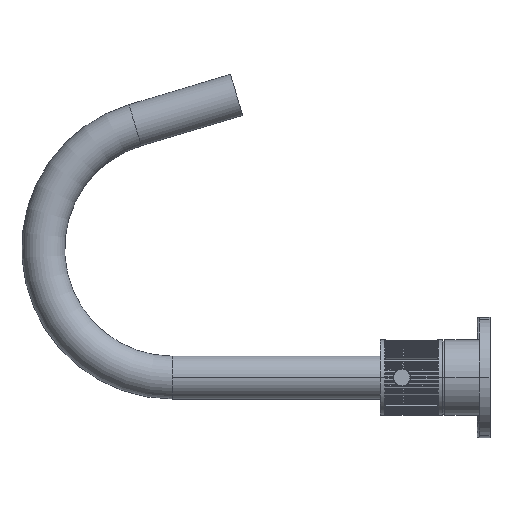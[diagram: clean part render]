
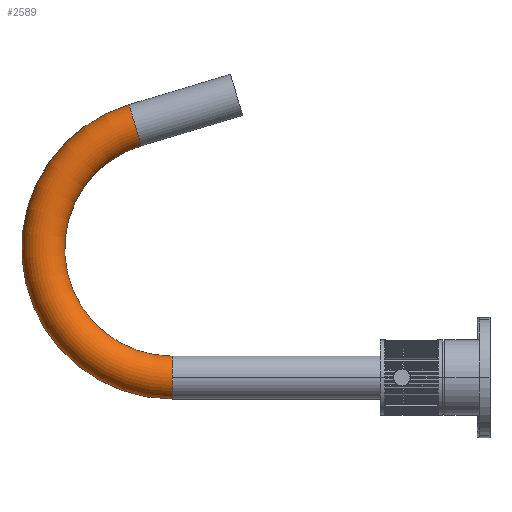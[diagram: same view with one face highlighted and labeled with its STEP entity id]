
A CAD part, left-side view. The second image highlights one B-rep face of the part: STEP entity #2589.
In plain terms, the highlighted toroidal (fillet/blend) face has major radius 60 mm and minor radius 10 mm.
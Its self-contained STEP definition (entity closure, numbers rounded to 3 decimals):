
#43 = ORIENTED_EDGE ( 'NONE', *, *, #37135, .F. ) ;
#1170 = CARTESIAN_POINT ( 'NONE',  ( -127.058, 162.082, 0. ) ) ;
#1288 = EDGE_CURVE ( 'NONE', #25888, #26618, #15408, .T. ) ;
#2105 = CARTESIAN_POINT ( 'NONE',  ( -60., 142., 0. ) ) ;
#2224 = ORIENTED_EDGE ( 'NONE', *, *, #25293, .F. ) ;
#2589 = ADVANCED_FACE ( 'NONE', ( #4409 ), #22842, .T. ) ;
#3408 = CIRCLE ( 'NONE', #4628, 10. ) ;
#4282 = DIRECTION ( 'NONE',  ( -0.958, 0.287, 0. ) ) ;
#4409 = FACE_OUTER_BOUND ( 'NONE', #34330, .T. ) ;
#4628 = AXIS2_PLACEMENT_3D ( 'NONE', #10065, #35925, #4282 ) ;
#4699 = ORIENTED_EDGE ( 'NONE', *, *, #14606, .F. ) ;
#5527 = CARTESIAN_POINT ( 'NONE',  ( 0., 142., 0. ) ) ;
#6106 = AXIS2_PLACEMENT_3D ( 'NONE', #16004, #27745, #36247 ) ;
#7654 = CARTESIAN_POINT ( 'NONE',  ( 0., 142., 0. ) ) ;
#8368 = ORIENTED_EDGE ( 'NONE', *, *, #36718, .T. ) ;
#8659 = AXIS2_PLACEMENT_3D ( 'NONE', #2105, #13878, #27930 ) ;
#8775 = VERTEX_POINT ( 'NONE', #14083 ) ;
#9254 = CARTESIAN_POINT ( 'NONE',  ( -60., 142., 0. ) ) ;
#9308 = CARTESIAN_POINT ( 'NONE',  ( -107.898, 156.344, 0. ) ) ;
#9400 = CARTESIAN_POINT ( 'NONE',  ( -10., 142., 0. ) ) ;
#10065 = CARTESIAN_POINT ( 'NONE',  ( -117.478, 159.213, 0. ) ) ;
#10075 = CIRCLE ( 'NONE', #13791, 10. ) ;
#12865 = DIRECTION ( 'NONE',  ( 0., -1., 0. ) ) ;
#13241 = AXIS2_PLACEMENT_3D ( 'NONE', #7654, #12865, #25211 ) ;
#13791 = AXIS2_PLACEMENT_3D ( 'NONE', #5527, #37347, #38118 ) ;
#13878 = DIRECTION ( 'NONE',  ( 0., 0., 1. ) ) ;
#14083 = CARTESIAN_POINT ( 'NONE',  ( 0., 142., -10. ) ) ;
#14606 = EDGE_CURVE ( 'NONE', #27807, #33696, #29497, .T. ) ;
#15408 = CIRCLE ( 'NONE', #35111, 50. ) ;
#16004 = CARTESIAN_POINT ( 'NONE',  ( -60., 142., 0. ) ) ;
#17150 = CARTESIAN_POINT ( 'NONE',  ( 10., 142., 0. ) ) ;
#18794 = CIRCLE ( 'NONE', #13241, 10. ) ;
#21036 = DIRECTION ( 'NONE',  ( 0., 0., 1. ) ) ;
#22110 = ORIENTED_EDGE ( 'NONE', *, *, #1288, .T. ) ;
#22842 = TOROIDAL_SURFACE ( 'NONE', #8659, 60., 10. ) ;
#25211 = DIRECTION ( 'NONE',  ( 1., 0., 0. ) ) ;
#25293 = EDGE_CURVE ( 'NONE', #25888, #8775, #10075, .T. ) ;
#25888 = VERTEX_POINT ( 'NONE', #9400 ) ;
#26618 = VERTEX_POINT ( 'NONE', #9308 ) ;
#27745 = DIRECTION ( 'NONE',  ( 0., 0., 1. ) ) ;
#27807 = VERTEX_POINT ( 'NONE', #17150 ) ;
#27930 = DIRECTION ( 'NONE',  ( 1., 0., 0. ) ) ;
#29497 = CIRCLE ( 'NONE', #6106, 70. ) ;
#32775 = DIRECTION ( 'NONE',  ( 1., 0., 0. ) ) ;
#33696 = VERTEX_POINT ( 'NONE', #1170 ) ;
#34330 = EDGE_LOOP ( 'NONE', ( #4699, #43, #2224, #22110, #8368 ) ) ;
#35111 = AXIS2_PLACEMENT_3D ( 'NONE', #9254, #21036, #32775 ) ;
#35925 = DIRECTION ( 'NONE',  ( 0.287, 0.958, 0. ) ) ;
#36247 = DIRECTION ( 'NONE',  ( 1., 0., 0. ) ) ;
#36718 = EDGE_CURVE ( 'NONE', #26618, #33696, #3408, .T. ) ;
#37135 = EDGE_CURVE ( 'NONE', #8775, #27807, #18794, .T. ) ;
#37347 = DIRECTION ( 'NONE',  ( 0., -1., 0. ) ) ;
#38118 = DIRECTION ( 'NONE',  ( 1., 0., 0. ) ) ;
